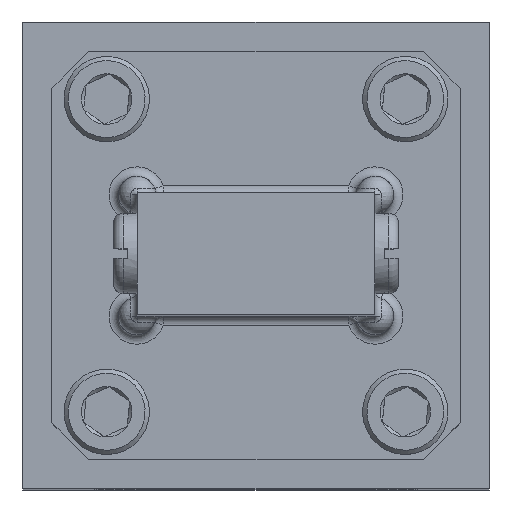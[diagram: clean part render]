
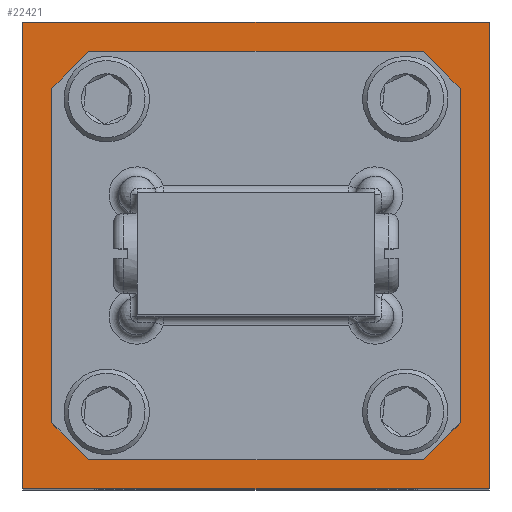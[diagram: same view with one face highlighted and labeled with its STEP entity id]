
A CAD part, top view. The second image highlights one B-rep face of the part: STEP entity #22421.
In plain terms, the highlighted planar face has unit normal (0, 0, 1).
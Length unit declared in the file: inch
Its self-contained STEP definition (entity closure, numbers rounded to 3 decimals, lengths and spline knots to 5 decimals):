
#734 = CIRCLE ( 'NONE', #40164, 0.056 ) ;
#1039 = FACE_BOUND ( 'NONE', #41071, .T. ) ;
#1101 = FACE_OUTER_BOUND ( 'NONE', #41894, .T. ) ;
#1549 = EDGE_LOOP ( 'NONE', ( #23280 ) ) ;
#1684 = EDGE_CURVE ( 'NONE', #23413, #23413, #35131, .T. ) ;
#2036 = CARTESIAN_POINT ( 'NONE',  ( -0.5, 0.5, 0.625 ) ) ;
#2221 = CARTESIAN_POINT ( 'NONE',  ( -0.21, -0.085, 0.625 ) ) ;
#2996 = VERTEX_POINT ( 'NONE', #43901 ) ;
#3011 = VECTOR ( 'NONE', #30085, 39.37008 ) ;
#3215 = CARTESIAN_POINT ( 'NONE',  ( -0.5, 0.5, 0.625 ) ) ;
#3707 = VERTEX_POINT ( 'NONE', #15145 ) ;
#4066 = CARTESIAN_POINT ( 'NONE',  ( -0.5, 0.5, 0.625 ) ) ;
#6186 = VERTEX_POINT ( 'NONE', #6273 ) ;
#6273 = CARTESIAN_POINT ( 'NONE',  ( -0.21, -0.085, 0.625 ) ) ;
#6423 = CARTESIAN_POINT ( 'NONE',  ( -0.264, 0.335, 0.625 ) ) ;
#6650 = CARTESIAN_POINT ( 'NONE',  ( -0.21, 0.085, 0.625 ) ) ;
#6717 = CARTESIAN_POINT ( 'NONE',  ( 0.32, 0.335, 0.625 ) ) ;
#7123 = VERTEX_POINT ( 'NONE', #33463 ) ;
#7243 = VECTOR ( 'NONE', #41330, 39.37008 ) ;
#7282 = CARTESIAN_POINT ( 'NONE',  ( -0.32, 0.335, 0.625 ) ) ;
#12112 = DIRECTION ( 'NONE',  ( -1., 0., 0. ) ) ;
#12287 = CARTESIAN_POINT ( 'NONE',  ( -0.21, 0.085, 0.625 ) ) ;
#13155 = DIRECTION ( 'NONE',  ( 1., 0., 0. ) ) ;
#13560 = EDGE_LOOP ( 'NONE', ( #21929 ) ) ;
#14714 = EDGE_CURVE ( 'NONE', #6186, #19274, #31713, .T. ) ;
#14892 = CARTESIAN_POINT ( 'NONE',  ( 0.21, -0.085, 0.625 ) ) ;
#15122 = EDGE_CURVE ( 'NONE', #7123, #47054, #21492, .T. ) ;
#15145 = CARTESIAN_POINT ( 'NONE',  ( -0.264, -0.335, 0.625 ) ) ;
#15701 = EDGE_CURVE ( 'NONE', #27043, #2996, #30969, .T. ) ;
#16310 = CARTESIAN_POINT ( 'NONE',  ( 0.5, 0.5, 0.625 ) ) ;
#17849 = CARTESIAN_POINT ( 'NONE',  ( -0.5, -0.5, 0.625 ) ) ;
#18953 = ORIENTED_EDGE ( 'NONE', *, *, #22634, .T. ) ;
#19274 = VERTEX_POINT ( 'NONE', #46202 ) ;
#20104 = FACE_BOUND ( 'NONE', #37641, .T. ) ;
#20207 = VECTOR ( 'NONE', #20317, 39.37008 ) ;
#20317 = DIRECTION ( 'NONE',  ( -1., 0., 0. ) ) ;
#20679 = DIRECTION ( 'NONE',  ( 0., 0., -1. ) ) ;
#21464 = LINE ( 'NONE', #2036, #43142 ) ;
#21492 = LINE ( 'NONE', #4066, #25560 ) ;
#21831 = CARTESIAN_POINT ( 'NONE',  ( 0.21, 0.085, 0.625 ) ) ;
#21929 = ORIENTED_EDGE ( 'NONE', *, *, #43194, .F. ) ;
#22421 = ADVANCED_FACE ( 'NONE', ( #41205, #20104, #22821, #29627, #1039, #1101 ), #29217, .F. ) ;
#22634 = EDGE_CURVE ( 'NONE', #7123, #27043, #21464, .T. ) ;
#22821 = FACE_BOUND ( 'NONE', #13560, .T. ) ;
#23280 = ORIENTED_EDGE ( 'NONE', *, *, #41363, .F. ) ;
#23413 = VERTEX_POINT ( 'NONE', #49341 ) ;
#23656 = DIRECTION ( 'NONE',  ( 0., 1., 0. ) ) ;
#24158 = DIRECTION ( 'NONE',  ( 0., 0., 1. ) ) ;
#24689 = DIRECTION ( 'NONE',  ( 0., -1., 0. ) ) ;
#24825 = VECTOR ( 'NONE', #23656, 39.37008 ) ;
#25560 = VECTOR ( 'NONE', #13155, 39.37008 ) ;
#27043 = VERTEX_POINT ( 'NONE', #17849 ) ;
#27931 = ORIENTED_EDGE ( 'NONE', *, *, #14714, .F. ) ;
#29217 = PLANE ( 'NONE',  #54630 ) ;
#29387 = EDGE_CURVE ( 'NONE', #47054, #2996, #42720, .T. ) ;
#29627 = FACE_BOUND ( 'NONE', #37150, .T. ) ;
#30085 = DIRECTION ( 'NONE',  ( 0., -1., 0. ) ) ;
#30629 = ORIENTED_EDGE ( 'NONE', *, *, #32241, .F. ) ;
#30969 = LINE ( 'NONE', #48404, #49261 ) ;
#30975 = CIRCLE ( 'NONE', #46302, 0.056 ) ;
#31464 = ORIENTED_EDGE ( 'NONE', *, *, #15701, .T. ) ;
#31713 = LINE ( 'NONE', #2221, #7243 ) ;
#32108 = ORIENTED_EDGE ( 'NONE', *, *, #29387, .F. ) ;
#32241 = EDGE_CURVE ( 'NONE', #19274, #38101, #55425, .T. ) ;
#33303 = DIRECTION ( 'NONE',  ( 0., 0., 1. ) ) ;
#33463 = CARTESIAN_POINT ( 'NONE',  ( -0.5, 0.5, 0.625 ) ) ;
#34150 = DIRECTION ( 'NONE',  ( 0., 0., 1. ) ) ;
#35131 = CIRCLE ( 'NONE', #37846, 0.056 ) ;
#37150 = EDGE_LOOP ( 'NONE', ( #42128 ) ) ;
#37640 = EDGE_CURVE ( 'NONE', #39816, #6186, #45111, .T. ) ;
#37641 = EDGE_LOOP ( 'NONE', ( #42268 ) ) ;
#37846 = AXIS2_PLACEMENT_3D ( 'NONE', #6717, #49842, #55548 ) ;
#38101 = VERTEX_POINT ( 'NONE', #21831 ) ;
#39335 = VECTOR ( 'NONE', #24689, 39.37008 ) ;
#39720 = VERTEX_POINT ( 'NONE', #41941 ) ;
#39816 = VERTEX_POINT ( 'NONE', #12287 ) ;
#40164 = AXIS2_PLACEMENT_3D ( 'NONE', #7282, #33303, #51350 ) ;
#41071 = EDGE_LOOP ( 'NONE', ( #49625, #30629, #27931, #51644 ) ) ;
#41195 = CARTESIAN_POINT ( 'NONE',  ( 0.5, 0.5, 0.625 ) ) ;
#41205 = FACE_BOUND ( 'NONE', #1549, .T. ) ;
#41330 = DIRECTION ( 'NONE',  ( 1., 0., 0. ) ) ;
#41363 = EDGE_CURVE ( 'NONE', #47136, #47136, #734, .T. ) ;
#41894 = EDGE_LOOP ( 'NONE', ( #31464, #32108, #53919, #18953 ) ) ;
#41941 = CARTESIAN_POINT ( 'NONE',  ( 0.376, -0.335, 0.625 ) ) ;
#42128 = ORIENTED_EDGE ( 'NONE', *, *, #55398, .F. ) ;
#42268 = ORIENTED_EDGE ( 'NONE', *, *, #1684, .F. ) ;
#42720 = LINE ( 'NONE', #16310, #39335 ) ;
#43142 = VECTOR ( 'NONE', #49668, 39.37008 ) ;
#43194 = EDGE_CURVE ( 'NONE', #39720, #39720, #53633, .T. ) ;
#43645 = CARTESIAN_POINT ( 'NONE',  ( 0.32, -0.335, 0.625 ) ) ;
#43783 = EDGE_CURVE ( 'NONE', #38101, #39816, #48733, .T. ) ;
#43901 = CARTESIAN_POINT ( 'NONE',  ( 0.5, -0.5, 0.625 ) ) ;
#44230 = DIRECTION ( 'NONE',  ( 1., 0., 0. ) ) ;
#45111 = LINE ( 'NONE', #51173, #3011 ) ;
#46202 = CARTESIAN_POINT ( 'NONE',  ( 0.21, -0.085, 0.625 ) ) ;
#46302 = AXIS2_PLACEMENT_3D ( 'NONE', #46349, #24158, #54903 ) ;
#46349 = CARTESIAN_POINT ( 'NONE',  ( -0.32, -0.335, 0.625 ) ) ;
#47054 = VERTEX_POINT ( 'NONE', #41195 ) ;
#47136 = VERTEX_POINT ( 'NONE', #6423 ) ;
#48404 = CARTESIAN_POINT ( 'NONE',  ( -0.5, -0.5, 0.625 ) ) ;
#48733 = LINE ( 'NONE', #6650, #20207 ) ;
#49261 = VECTOR ( 'NONE', #44230, 39.37008 ) ;
#49341 = CARTESIAN_POINT ( 'NONE',  ( 0.376, 0.335, 0.625 ) ) ;
#49625 = ORIENTED_EDGE ( 'NONE', *, *, #43783, .F. ) ;
#49668 = DIRECTION ( 'NONE',  ( 0., -1., 0. ) ) ;
#49842 = DIRECTION ( 'NONE',  ( 0., 0., 1. ) ) ;
#51173 = CARTESIAN_POINT ( 'NONE',  ( -0.21, -0.085, 0.625 ) ) ;
#51350 = DIRECTION ( 'NONE',  ( 1., 0., 0. ) ) ;
#51644 = ORIENTED_EDGE ( 'NONE', *, *, #37640, .F. ) ;
#52210 = AXIS2_PLACEMENT_3D ( 'NONE', #43645, #34150, #55810 ) ;
#53633 = CIRCLE ( 'NONE', #52210, 0.056 ) ;
#53919 = ORIENTED_EDGE ( 'NONE', *, *, #15122, .F. ) ;
#54630 = AXIS2_PLACEMENT_3D ( 'NONE', #3215, #20679, #12112 ) ;
#54903 = DIRECTION ( 'NONE',  ( 1., 0., 0. ) ) ;
#55398 = EDGE_CURVE ( 'NONE', #3707, #3707, #30975, .T. ) ;
#55425 = LINE ( 'NONE', #14892, #24825 ) ;
#55548 = DIRECTION ( 'NONE',  ( 1., 0., 0. ) ) ;
#55810 = DIRECTION ( 'NONE',  ( 1., 0., 0. ) ) ;
